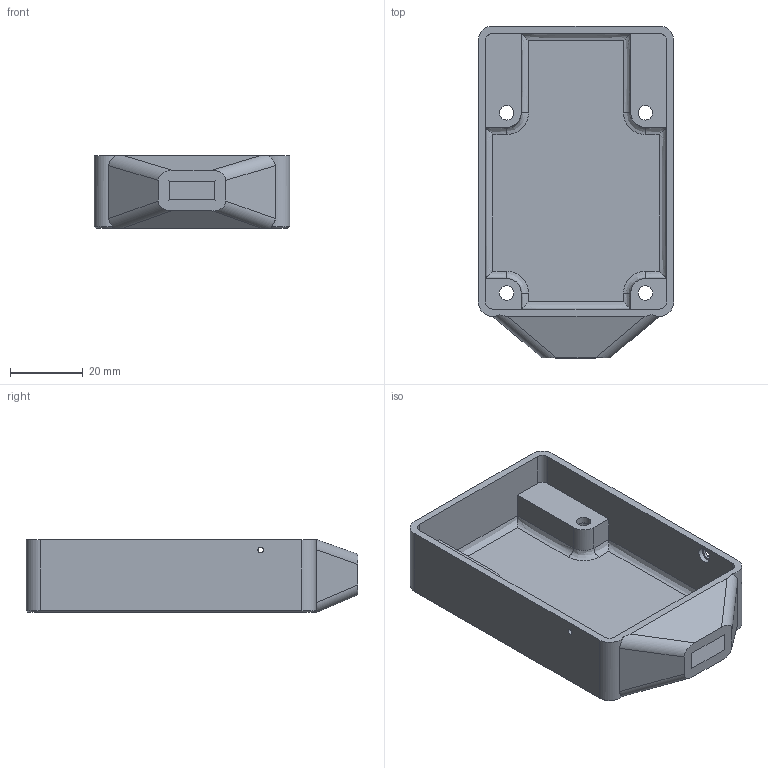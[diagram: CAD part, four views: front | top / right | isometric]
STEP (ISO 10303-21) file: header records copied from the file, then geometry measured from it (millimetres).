
FILE_DESCRIPTION(/* description */ (''),/* implementation_level */ '2;1');
FILE_NAME(/* name */ 'Pithy Pixel Plus Mount C.step',/* time_stamp */ '2021-03-27T22:55:08+00:00',/* author */ (''),/* organization */ (''),/* preprocessor_version */ 'ST-DEVELOPER v18.1',/* originating_system */ 'Autodesk Translation Framework v9.10.0.1330',/* authorisation */ '');
FILE_SCHEMA (('AUTOMOTIVE_DESIGN { 1 0 10303 214 3 1 1 }'));
Length unit declared in the file: millimetre
Products named in the file (1): Pithy Pixel Plus Mount C
Bounding box: 53.72 x 91.17 x 20 mm (x, y, z)
Volume: 24903.2 mm3; surface area: 19772.3 mm2
Topology: 1 solids, 1 shells, 100 faces, 241 edges, 148 vertices
Faces by surface type: plane 45, cylinder 27, bspline 16, cone 12
Full cylindrical faces by diameter (mm): 1.5 x1, 3.1 x1, 4 x4, 4.2 x1, 6 x4
Entity records: 3488 total; most frequent: CARTESIAN_POINT 1201, ORIENTED_EDGE 482, DIRECTION 420, EDGE_CURVE 241, VERTEX_POINT 148, AXIS2_PLACEMENT_3D 147, LINE 126, VECTOR 126
